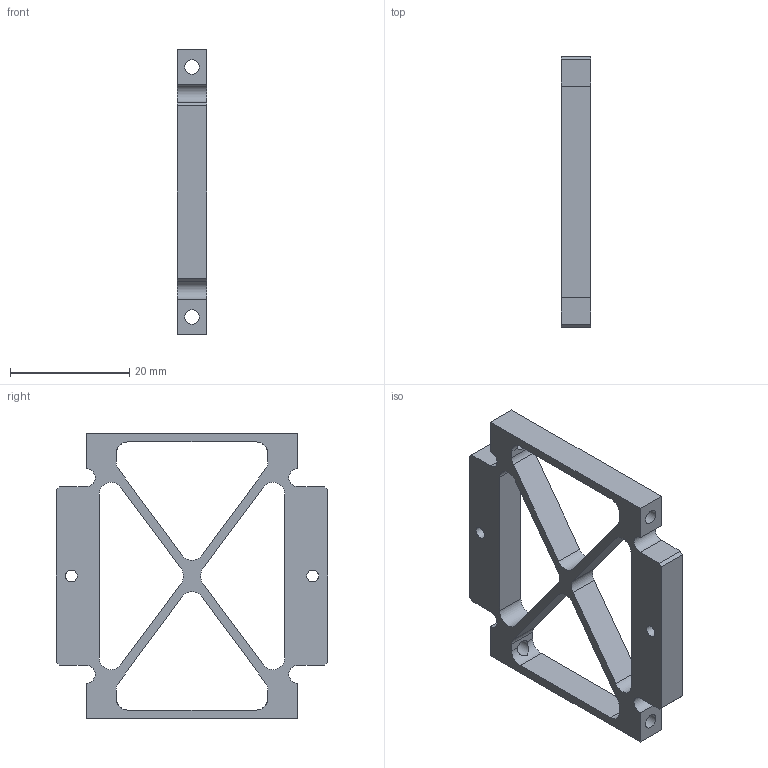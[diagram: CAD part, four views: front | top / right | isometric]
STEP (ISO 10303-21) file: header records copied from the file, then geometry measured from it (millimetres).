
FILE_DESCRIPTION(/* description */ (''),/* implementation_level */ '2;1');
FILE_NAME(/* name */ 'KneeBraceFrame.stp',/* time_stamp */ '2024-04-11T15:18:58+09:00',/* author */ ('Masato Kubotera'),/* organization */ (''),/* preprocessor_version */ 'ST-DEVELOPER v20',/* originating_system */ 'Autodesk Inventor 2024',/* authorisation */ '');
FILE_SCHEMA (('AUTOMOTIVE_DESIGN { 1 0 10303 214 3 1 1 }'));
Length unit declared in the file: millimetre
Products named in the file (1): KneeBraceFrame
Bounding box: 5 x 45.5 x 48 mm (x, y, z)
Volume: 3879.4 mm3; surface area: 4211.4 mm2
Topology: 1 solids, 1 shells, 60 faces, 186 edges, 124 vertices
Faces by surface type: plane 34, cylinder 26
Full cylindrical faces by diameter (mm): 2 x2, 2.459 x4
Entity records: 2271 total; most frequent: CARTESIAN_POINT 493, ORIENTED_EDGE 372, DIRECTION 352, EDGE_CURVE 186, LINE 126, VECTOR 126, VERTEX_POINT 124, AXIS2_PLACEMENT_3D 113
